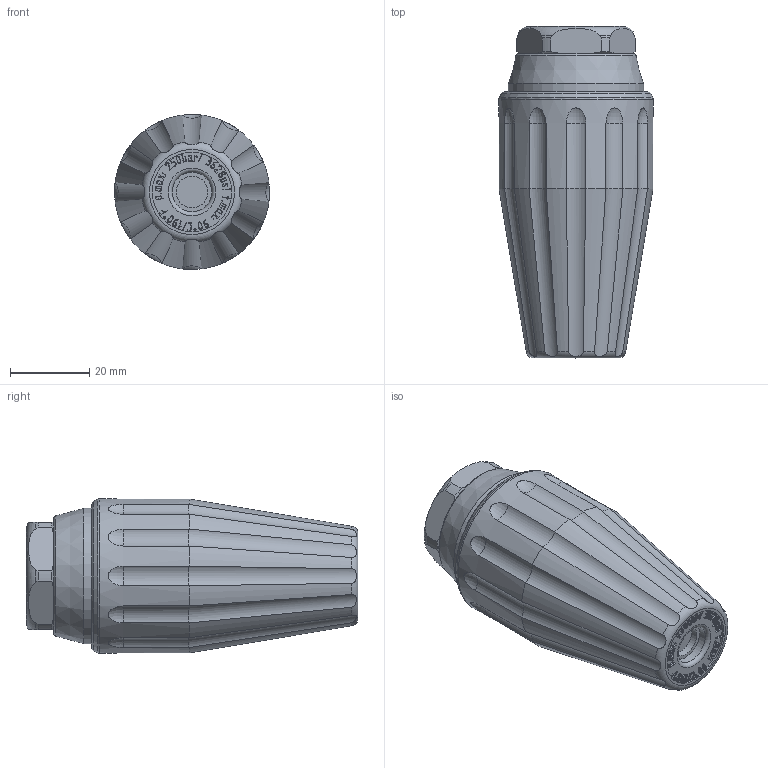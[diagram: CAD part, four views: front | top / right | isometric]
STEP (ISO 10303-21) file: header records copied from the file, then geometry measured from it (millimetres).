
FILE_DESCRIPTION(/* description */ ('Unknown'),/* implementation_level */ '2;1');
FILE_NAME(/* name */ '200357630-TD ST-357',/* time_stamp */ '2021-04-07T12:55:39+02:00',/* author */ ('Unknown'),/* organization */ ('Unknown'),/* preprocessor_version */ 'ST-DEVELOPER v16.7',/* originating_system */ 'Solid Edge',/* authorisation */ 'Unknown');
FILE_SCHEMA (('AUTOMOTIVE_DESIGN {1 0 10303 214 3 1 1}'));
Length unit declared in the file: millimetre
Products named in the file (1): Part6
Bounding box: 39 x 83.5 x 39 mm (x, y, z)
Volume: 71619.2 mm3; surface area: 11982.9 mm2
Topology: 1 solids, 1 shells, 406 faces, 1041 edges, 688 vertices
Faces by surface type: plane 234, bspline 82, cylinder 40, cone 30, torus 20
Full cylindrical faces by diameter (mm): 8 x1, 10 x1, 11.82 x1, 13.4 x1, 20 x1, 24.5 x1, 26.1 x1, 26.2 x1, 34 x1, 39 x1
Entity records: 17923 total; most frequent: CARTESIAN_POINT 6690, ORIENTED_EDGE 1986, DIRECTION 1165, EDGE_CURVE 993, VERTEX_POINT 676, B_SPLINE_CURVE_WITH_KNOTS 592, EDGE_LOOP 505, FACE_BOUND 505
